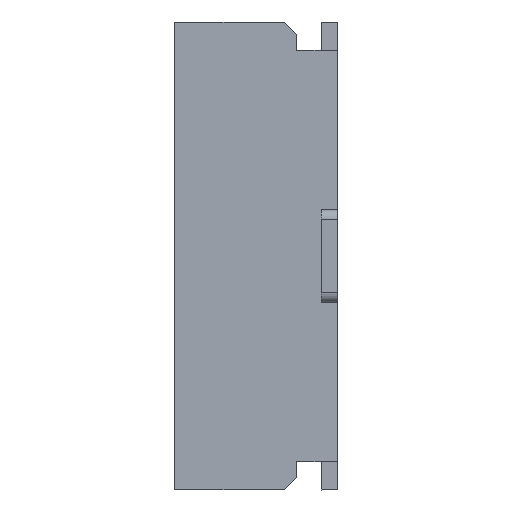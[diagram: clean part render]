
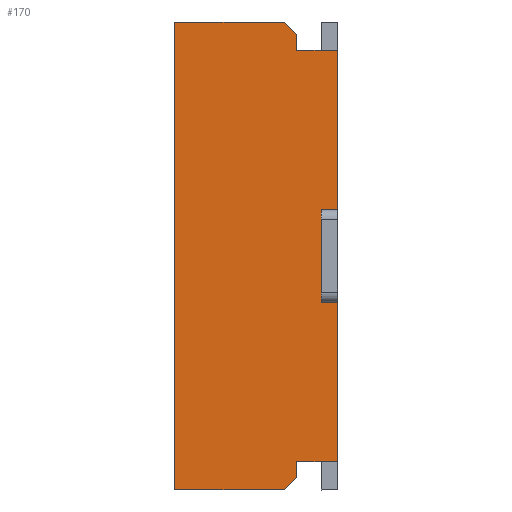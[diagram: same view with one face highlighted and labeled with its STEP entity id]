
A CAD part, left-side view. The second image highlights one B-rep face of the part: STEP entity #170.
In plain terms, the highlighted planar face has unit normal (-1, 0, 0).
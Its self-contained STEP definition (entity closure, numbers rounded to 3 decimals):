
#170=ADVANCED_FACE('',(#1058),#1059,.T.);
#1058=FACE_OUTER_BOUND('',#2677,.T.);
#1059=PLANE('',#2678);
#2677=EDGE_LOOP('',(#5282,#5283,#5284,#5285,#5286,#5287,#5288,#5289,#5290,#5291,#5292,#5293,#5294,#5295));
#2678=AXIS2_PLACEMENT_3D('',#5296,#5297,#5298);
#5282=ORIENTED_EDGE('',*,*,#11277,.F.);
#5283=ORIENTED_EDGE('',*,*,#11119,.T.);
#5284=ORIENTED_EDGE('',*,*,#11478,.F.);
#5285=ORIENTED_EDGE('',*,*,#11479,.F.);
#5286=ORIENTED_EDGE('',*,*,#11480,.F.);
#5287=ORIENTED_EDGE('',*,*,#11113,.T.);
#5288=ORIENTED_EDGE('',*,*,#11318,.T.);
#5289=ORIENTED_EDGE('',*,*,#11481,.F.);
#5290=ORIENTED_EDGE('',*,*,#11482,.T.);
#5291=ORIENTED_EDGE('',*,*,#11483,.T.);
#5292=ORIENTED_EDGE('',*,*,#11484,.T.);
#5293=ORIENTED_EDGE('',*,*,#11485,.F.);
#5294=ORIENTED_EDGE('',*,*,#11486,.T.);
#5295=ORIENTED_EDGE('',*,*,#11487,.T.);
#5296=CARTESIAN_POINT('',(-14.245,-3.738,-7.909));
#5297=DIRECTION('',(-1.0,0.0,0.0));
#5298=DIRECTION('',(0.0,0.0,1.0));
#11113=EDGE_CURVE('',#13556,#13554,#13557,.T.);
#11119=EDGE_CURVE('',#13568,#13566,#13569,.T.);
#11277=EDGE_CURVE('',#13568,#13861,#13862,.T.);
#11318=EDGE_CURVE('',#13554,#13932,#13934,.T.);
#11478=EDGE_CURVE('',#14173,#13566,#14174,.T.);
#11479=EDGE_CURVE('',#14175,#14173,#14176,.T.);
#11480=EDGE_CURVE('',#13556,#14175,#14177,.T.);
#11481=EDGE_CURVE('',#14178,#13932,#14179,.T.);
#11482=EDGE_CURVE('',#14178,#14180,#14181,.T.);
#11483=EDGE_CURVE('',#14180,#14182,#14183,.T.);
#11484=EDGE_CURVE('',#14182,#14184,#14185,.T.);
#11485=EDGE_CURVE('',#14186,#14184,#14187,.T.);
#11486=EDGE_CURVE('',#14186,#14188,#14189,.T.);
#11487=EDGE_CURVE('',#14188,#13861,#14190,.T.);
#13554=VERTEX_POINT('',#17436);
#13556=VERTEX_POINT('',#17439);
#13557=LINE('',#17440,#17441);
#13566=VERTEX_POINT('',#17452);
#13568=VERTEX_POINT('',#17455);
#13569=LINE('',#17456,#17457);
#13861=VERTEX_POINT('',#17895);
#13862=LINE('',#17896,#17897);
#13932=VERTEX_POINT('',#18004);
#13934=LINE('',#18007,#18008);
#14173=VERTEX_POINT('',#18406);
#14174=LINE('',#18407,#18408);
#14175=VERTEX_POINT('',#18409);
#14176=LINE('',#18410,#18411);
#14177=LINE('',#18412,#18413);
#14178=VERTEX_POINT('',#18414);
#14179=LINE('',#18415,#18416);
#14180=VERTEX_POINT('',#18417);
#14181=LINE('',#18418,#18419);
#14182=VERTEX_POINT('',#18420);
#14183=LINE('',#18421,#18422);
#14184=VERTEX_POINT('',#18423);
#14185=LINE('',#18424,#18425);
#14186=VERTEX_POINT('',#18426);
#14187=LINE('',#18427,#18428);
#14188=VERTEX_POINT('',#18429);
#14189=LINE('',#18430,#18431);
#14190=LINE('',#18432,#18433);
#17436=CARTESIAN_POINT('',(-14.245,-3.715,-8.11));
#17439=CARTESIAN_POINT('',(-14.245,-3.715,-8.89));
#17440=CARTESIAN_POINT('',(-14.245,-3.715,0.0));
#17441=VECTOR('',#24425,1.0);
#17452=CARTESIAN_POINT('',(-14.245,-3.715,-9.35));
#17455=CARTESIAN_POINT('',(-14.245,-3.715,-10.13));
#17456=CARTESIAN_POINT('',(-14.245,-3.715,0.0));
#17457=VECTOR('',#24435,1.0);
#17895=CARTESIAN_POINT('',(-14.245,-3.515,-10.13));
#17896=CARTESIAN_POINT('',(-14.245,0.0,-10.13));
#17897=VECTOR('',#24615,1.0);
#18004=CARTESIAN_POINT('',(-14.245,-3.515,-8.11));
#18007=CARTESIAN_POINT('',(-14.245,0.0,-8.11));
#18008=VECTOR('',#24660,1.0);
#18406=CARTESIAN_POINT('',(-14.245,-3.635,-9.35));
#18407=CARTESIAN_POINT('',(-14.245,0.0,-9.35));
#18408=VECTOR('',#24820,1.0);
#18409=CARTESIAN_POINT('',(-14.245,-3.635,-8.89));
#18410=CARTESIAN_POINT('',(-14.245,-3.635,0.0));
#18411=VECTOR('',#24821,1.0);
#18412=CARTESIAN_POINT('',(-14.245,0.0,-8.89));
#18413=VECTOR('',#24822,1.0);
#18414=CARTESIAN_POINT('',(-14.245,-3.515,-8.03));
#18415=CARTESIAN_POINT('',(-14.245,-3.515,0.0));
#18416=VECTOR('',#24823,1.0);
#18417=CARTESIAN_POINT('',(-14.245,-3.455,-7.97));
#18418=CARTESIAN_POINT('',(-14.245,0.0,-4.515));
#18419=VECTOR('',#24824,1.0);
#18420=CARTESIAN_POINT('',(-14.245,-2.915,-7.97));
#18421=CARTESIAN_POINT('',(-14.245,0.0,-7.97));
#18422=VECTOR('',#24825,1.0);
#18423=CARTESIAN_POINT('',(-14.245,-2.915,-10.27));
#18424=CARTESIAN_POINT('',(-14.245,-2.915,0.0));
#18425=VECTOR('',#24826,1.0);
#18426=CARTESIAN_POINT('',(-14.245,-3.455,-10.27));
#18427=CARTESIAN_POINT('',(-14.245,0.0,-10.27));
#18428=VECTOR('',#24827,1.0);
#18429=CARTESIAN_POINT('',(-14.245,-3.515,-10.21));
#18430=CARTESIAN_POINT('',(-14.245,-13.725,0.0));
#18431=VECTOR('',#24828,1.0);
#18432=CARTESIAN_POINT('',(-14.245,-3.515,0.0));
#18433=VECTOR('',#24829,1.0);
#24425=DIRECTION('',(0.0,0.0,1.0));
#24435=DIRECTION('',(0.0,0.0,1.0));
#24615=DIRECTION('',(0.0,1.0,0.0));
#24660=DIRECTION('',(0.0,1.0,0.0));
#24820=DIRECTION('',(0.0,-1.0,0.0));
#24821=DIRECTION('',(0.0,0.0,-1.0));
#24822=DIRECTION('',(0.0,1.0,0.0));
#24823=DIRECTION('',(0.0,0.0,-1.0));
#24824=DIRECTION('',(0.0,0.707,0.707));
#24825=DIRECTION('',(0.0,1.0,0.0));
#24826=DIRECTION('',(0.0,0.0,-1.0));
#24827=DIRECTION('',(0.0,1.0,0.0));
#24828=DIRECTION('',(0.0,-0.707,0.707));
#24829=DIRECTION('',(0.0,0.0,1.0));
